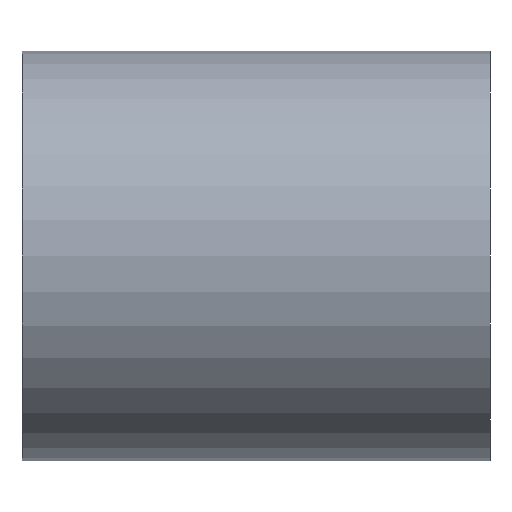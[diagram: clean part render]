
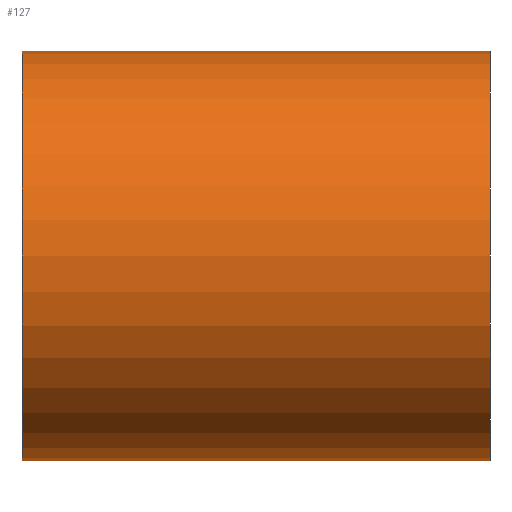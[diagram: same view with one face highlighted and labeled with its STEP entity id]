
A CAD part, left-side view. The second image highlights one B-rep face of the part: STEP entity #127.
In plain terms, the highlighted cylindrical face has radius 3.5 mm (diameter 7 mm), a partial arc.
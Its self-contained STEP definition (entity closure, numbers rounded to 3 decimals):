
#4 = ORIENTED_EDGE ( 'NONE', *, *, #52, .F. ) ;
#7 = LINE ( 'NONE', #89, #125 ) ;
#22 = AXIS2_PLACEMENT_3D ( 'NONE', #30, #148, #145 ) ;
#29 = CARTESIAN_POINT ( 'NONE',  ( 0., 8., -3.5 ) ) ;
#30 = CARTESIAN_POINT ( 'NONE',  ( 0., 8., 0. ) ) ;
#41 = CIRCLE ( 'NONE', #142, 3.5 ) ;
#44 = VERTEX_POINT ( 'NONE', #217 ) ;
#50 = DIRECTION ( 'NONE',  ( 0., -1., 0. ) ) ;
#51 = CARTESIAN_POINT ( 'NONE',  ( 0., 8., 3.5 ) ) ;
#52 = EDGE_CURVE ( 'NONE', #82, #44, #7, .T. ) ;
#54 = DIRECTION ( 'NONE',  ( 0., 0., 1. ) ) ;
#72 = CARTESIAN_POINT ( 'NONE',  ( 0., 0., 0. ) ) ;
#78 = EDGE_CURVE ( 'NONE', #175, #82, #157, .T. ) ;
#82 = VERTEX_POINT ( 'NONE', #51 ) ;
#89 = CARTESIAN_POINT ( 'NONE',  ( 0., 8., 3.5 ) ) ;
#92 = DIRECTION ( 'NONE',  ( 0., 1., 0. ) ) ;
#96 = CARTESIAN_POINT ( 'NONE',  ( 0., 8., 0. ) ) ;
#119 = VERTEX_POINT ( 'NONE', #163 ) ;
#121 = EDGE_CURVE ( 'NONE', #119, #44, #41, .T. ) ;
#125 = VECTOR ( 'NONE', #236, 1000. ) ;
#127 = ADVANCED_FACE ( 'NONE', ( #165 ), #180, .T. ) ;
#133 = CARTESIAN_POINT ( 'NONE',  ( 0., 8., -3.5 ) ) ;
#140 = ORIENTED_EDGE ( 'NONE', *, *, #121, .T. ) ;
#142 = AXIS2_PLACEMENT_3D ( 'NONE', #72, #92, #182 ) ;
#143 = EDGE_LOOP ( 'NONE', ( #4, #194, #234, #140 ) ) ;
#145 = DIRECTION ( 'NONE',  ( 0., 0., -1. ) ) ;
#148 = DIRECTION ( 'NONE',  ( 0., -1., 0. ) ) ;
#150 = LINE ( 'NONE', #133, #240 ) ;
#157 = CIRCLE ( 'NONE', #246, 3.5 ) ;
#163 = CARTESIAN_POINT ( 'NONE',  ( 0., 0., -3.5 ) ) ;
#165 = FACE_OUTER_BOUND ( 'NONE', #143, .T. ) ;
#175 = VERTEX_POINT ( 'NONE', #29 ) ;
#180 = CYLINDRICAL_SURFACE ( 'NONE', #22, 3.5 ) ;
#182 = DIRECTION ( 'NONE',  ( 0., 0., 1. ) ) ;
#183 = DIRECTION ( 'NONE',  ( 0., 1., 0. ) ) ;
#194 = ORIENTED_EDGE ( 'NONE', *, *, #78, .F. ) ;
#213 = EDGE_CURVE ( 'NONE', #175, #119, #150, .T. ) ;
#217 = CARTESIAN_POINT ( 'NONE',  ( 0., 0., 3.5 ) ) ;
#234 = ORIENTED_EDGE ( 'NONE', *, *, #213, .T. ) ;
#236 = DIRECTION ( 'NONE',  ( 0., -1., 0. ) ) ;
#240 = VECTOR ( 'NONE', #50, 1000. ) ;
#246 = AXIS2_PLACEMENT_3D ( 'NONE', #96, #183, #54 ) ;
